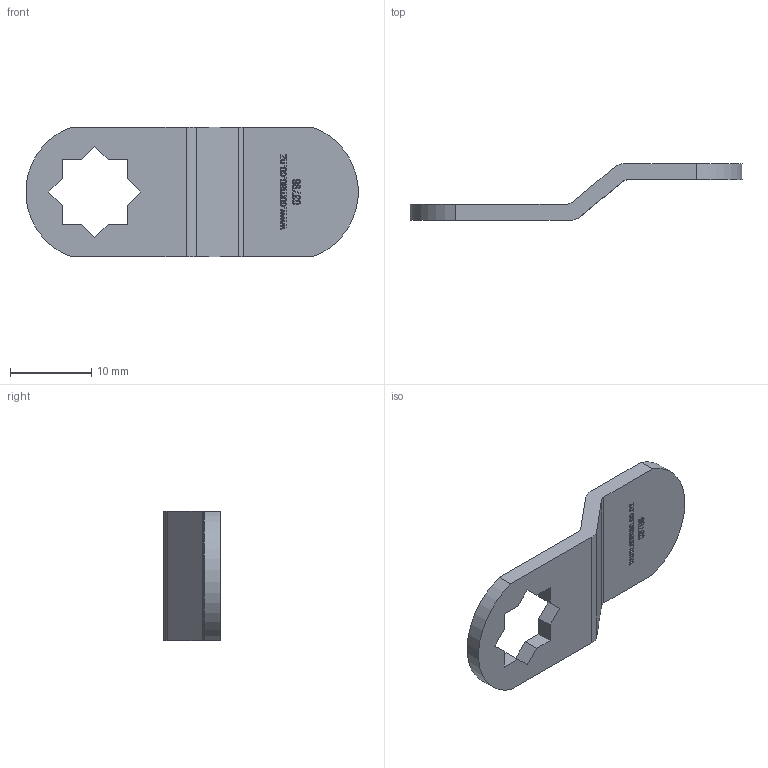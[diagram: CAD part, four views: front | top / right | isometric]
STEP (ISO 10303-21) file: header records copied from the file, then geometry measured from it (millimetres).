
FILE_DESCRIPTION (( 'STEP AP214' ), '1' );
FILE_NAME ('03798-Cam Latch Bar Zinc 33mm Length 4.8mm Offset.STEP', '2018-09-25T02:01:14', ( '' ), ( '' ), 'SwSTEP 2.0', 'SolidWorks 2018', '' );
FILE_SCHEMA (( 'AUTOMOTIVE_DESIGN' ));
Length unit declared in the file: millimetre
Products named in the file (1): 03798-Cam Latch Bar Zinc 33mm Length 4.8mm Offset
Bounding box: 40.94 x 7 x 16 mm (x, y, z)
Volume: 1119.9 mm3; surface area: 1422.1 mm2
Topology: 1 solids, 1 shells, 294 faces, 795 edges, 530 vertices
Faces by surface type: plane 169, bspline 119, cylinder 6
Entity records: 16007 total; most frequent: CARTESIAN_POINT 9371, ORIENTED_EDGE 1590, DIRECTION 921, EDGE_CURVE 795, VECTOR 545, LINE 545, VERTEX_POINT 530, EDGE_LOOP 323
